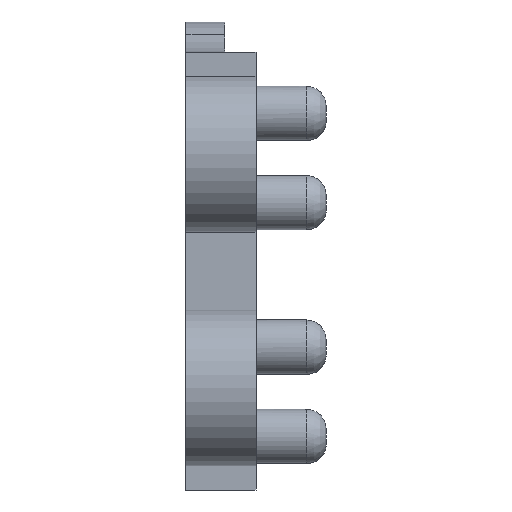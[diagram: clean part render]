
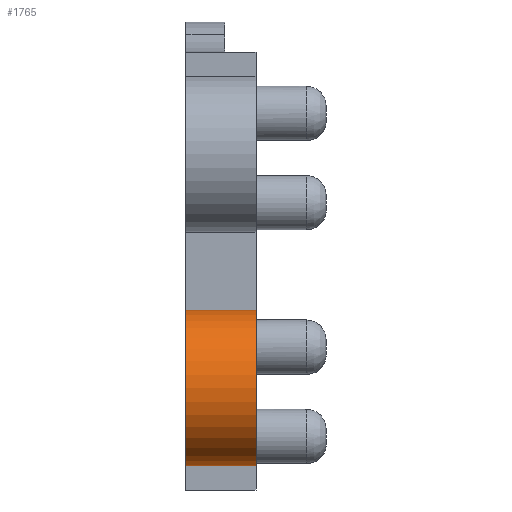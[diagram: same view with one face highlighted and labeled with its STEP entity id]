
A CAD part, front view. The second image highlights one B-rep face of the part: STEP entity #1765.
In plain terms, the highlighted cylindrical face has radius 2 mm (diameter 4 mm), a partial arc.
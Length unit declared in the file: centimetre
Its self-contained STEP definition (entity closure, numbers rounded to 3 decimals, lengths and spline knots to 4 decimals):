
#66=CIRCLE('',#1874,0.2);
#67=CIRCLE('',#1875,0.2);
#174=CYLINDRICAL_SURFACE('',#1873,0.2);
#321=FACE_OUTER_BOUND('',#420,.T.);
#420=EDGE_LOOP('',(#1228,#1229,#1230,#1231));
#540=LINE('',#2658,#666);
#541=LINE('',#2661,#667);
#666=VECTOR('',#2116,0.18);
#667=VECTOR('',#2119,0.18);
#795=VERTEX_POINT('',#2654);
#796=VERTEX_POINT('',#2655);
#797=VERTEX_POINT('',#2657);
#798=VERTEX_POINT('',#2659);
#970=EDGE_CURVE('',#795,#796,#66,.T.);
#971=EDGE_CURVE('',#797,#795,#540,.T.);
#972=EDGE_CURVE('',#798,#797,#67,.T.);
#973=EDGE_CURVE('',#796,#798,#541,.T.);
#1228=ORIENTED_EDGE('',*,*,#970,.F.);
#1229=ORIENTED_EDGE('',*,*,#971,.F.);
#1230=ORIENTED_EDGE('',*,*,#972,.F.);
#1231=ORIENTED_EDGE('',*,*,#973,.F.);
#1765=ADVANCED_FACE('',(#321),#174,.T.);
#1873=AXIS2_PLACEMENT_3D('',#2653,#2112,#2113);
#1874=AXIS2_PLACEMENT_3D('',#2656,#2114,#2115);
#1875=AXIS2_PLACEMENT_3D('',#2660,#2117,#2118);
#2112=DIRECTION('center_axis',(1.,0.,0.));
#2113=DIRECTION('ref_axis',(0.,0.,-1.));
#2114=DIRECTION('center_axis',(1.,0.,0.));
#2115=DIRECTION('ref_axis',(0.,0.,-1.));
#2116=DIRECTION('',(1.,0.,0.));
#2117=DIRECTION('center_axis',(-1.,0.,0.));
#2118=DIRECTION('ref_axis',(0.,0.,-1.));
#2119=DIRECTION('',(-1.,0.,0.));
#2653=CARTESIAN_POINT('Origin',(0.1703,-2.267,-0.3546));
#2654=CARTESIAN_POINT('',(0.3003,-2.267,-0.1546));
#2655=CARTESIAN_POINT('',(0.3003,-2.267,-0.5546));
#2656=CARTESIAN_POINT('Origin',(0.3003,-2.267,-0.3546));
#2657=CARTESIAN_POINT('',(0.1203,-2.267,-0.1546));
#2658=CARTESIAN_POINT('',(0.1703,-2.267,-0.1546));
#2659=CARTESIAN_POINT('',(0.1203,-2.267,-0.5546));
#2660=CARTESIAN_POINT('Origin',(0.1203,-2.267,-0.3546));
#2661=CARTESIAN_POINT('',(0.1703,-2.267,-0.5546));
